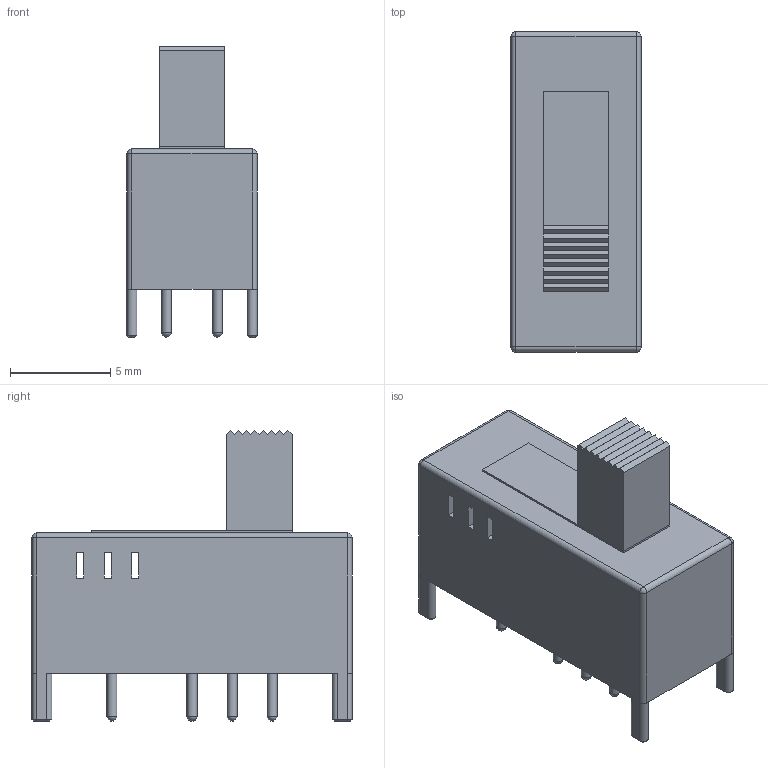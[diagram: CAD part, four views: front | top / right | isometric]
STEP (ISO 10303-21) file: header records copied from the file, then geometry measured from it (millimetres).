
FILE_DESCRIPTION(/* description */ (''),/* implementation_level */ '2;1');
FILE_NAME(/* name */ '5dfb058d-86c6-4114-8980-50c3bb1bc00b.stp',/* time_stamp */ '2018-02-02T15:43:25+05:00',/* author */ ('bhrishikesh'),/* organization */ (''),/* preprocessor_version */ 'ST-DEVELOPER v16.13',/* originating_system */ 'Autodesk Translation Framework v6.5.0.72',/* authorisation */ '');
FILE_SCHEMA (('AUTOMOTIVE_DESIGN { 1 0 10303 214 3 1 1 }'));
Length unit declared in the file: millimetre
Products named in the file (1): DP3T Slide Switch
Bounding box: 6.5 x 16 x 14.5 mm (x, y, z)
Volume: 782.2 mm3; surface area: 787.5 mm2
Topology: 11 solids, 11 shells, 113 faces, 257 edges, 158 vertices
Faces by surface type: plane 69, cylinder 24, sphere 12, cone 8
Full cylindrical faces by diameter (mm): 0.5 x8
Entity records: 3131 total; most frequent: DIRECTION 541, CARTESIAN_POINT 521, ORIENTED_EDGE 498, EDGE_CURVE 249, LINE 185, VECTOR 185, AXIS2_PLACEMENT_3D 178, VERTEX_POINT 158
